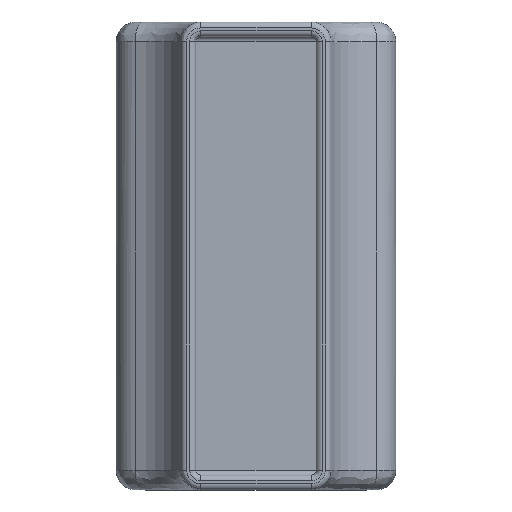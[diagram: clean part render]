
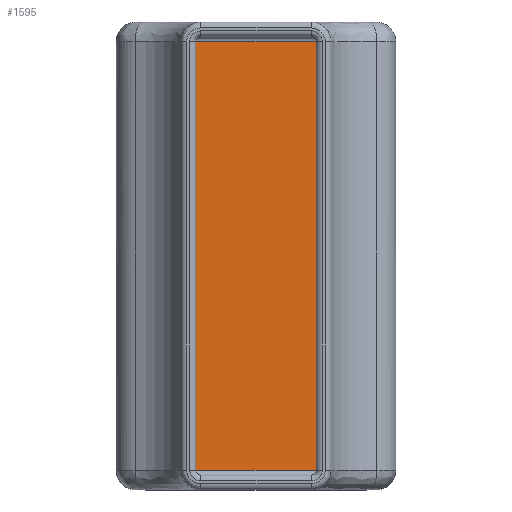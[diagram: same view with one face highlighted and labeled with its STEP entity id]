
A CAD part, top view. The second image highlights one B-rep face of the part: STEP entity #1595.
In plain terms, the highlighted free-form (B-spline) face has degree [1, 1] with [2, 2] control points.
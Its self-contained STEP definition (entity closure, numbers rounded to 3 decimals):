
#1082 = VERTEX_POINT('',#1083);
#1083 = CARTESIAN_POINT('',(15.919,64.672,
    2.132));
#1294 = VERTEX_POINT('',#1295);
#1295 = CARTESIAN_POINT('',(15.919,2.843,
    2.132));
#1301 = EDGE_CURVE('',#1082,#1294,#1302,.T.);
#1302 = B_SPLINE_CURVE_WITH_KNOTS('',1,(#1303,#1304),.UNSPECIFIED.,.F.,
  .F.,(2,2),(-45.5,-2.),.PIECEWISE_BEZIER_KNOTS.);
#1303 = CARTESIAN_POINT('',(15.919,64.672,
    2.132));
#1304 = CARTESIAN_POINT('',(15.919,2.843,
    2.132));
#1403 = VERTEX_POINT('',#1404);
#1404 = CARTESIAN_POINT('',(-15.919,64.672,
    2.132));
#1418 = EDGE_CURVE('',#1082,#1403,#1419,.T.);
#1419 = B_SPLINE_CURVE_WITH_KNOTS('',1,(#1420,#1421),.UNSPECIFIED.,.F.,
  .F.,(2,2),(-14.75,7.65),.PIECEWISE_BEZIER_KNOTS.);
#1420 = CARTESIAN_POINT('',(15.919,64.672,
    2.132));
#1421 = CARTESIAN_POINT('',(-15.919,64.672,
    2.132));
#1574 = EDGE_CURVE('',#1403,#1575,#1577,.T.);
#1575 = VERTEX_POINT('',#1576);
#1576 = CARTESIAN_POINT('',(-15.919,2.843,
    2.132));
#1577 = B_SPLINE_CURVE_WITH_KNOTS('',1,(#1578,#1579),.UNSPECIFIED.,.F.,
  .F.,(2,2),(-45.5,-2.),.PIECEWISE_BEZIER_KNOTS.);
#1578 = CARTESIAN_POINT('',(-15.919,64.672,
    2.132));
#1579 = CARTESIAN_POINT('',(-15.919,2.843,
    2.132));
#1595 = ADVANCED_FACE('',(#1596),#1606,.F.);
#1596 = FACE_BOUND('',#1597,.T.);
#1597 = EDGE_LOOP('',(#1598,#1599,#1600,#1605));
#1598 = ORIENTED_EDGE('',*,*,#1418,.T.);
#1599 = ORIENTED_EDGE('',*,*,#1574,.T.);
#1600 = ORIENTED_EDGE('',*,*,#1601,.T.);
#1601 = EDGE_CURVE('',#1575,#1294,#1602,.T.);
#1602 = B_SPLINE_CURVE_WITH_KNOTS('',1,(#1603,#1604),.UNSPECIFIED.,.F.,
  .F.,(2,2),(-7.65,14.75),.PIECEWISE_BEZIER_KNOTS.);
#1603 = CARTESIAN_POINT('',(-15.919,2.843,
    2.132));
#1604 = CARTESIAN_POINT('',(15.919,2.843,
    2.132));
#1605 = ORIENTED_EDGE('',*,*,#1301,.F.);
#1606 = B_SPLINE_SURFACE_WITH_KNOTS('',1,1,(
    (#1607,#1608)
    ,(#1609,#1610
    )),.UNSPECIFIED.,.F.,.F.,.F.,(2,2),(2,2),(-11.2,11.2),(2.,45.5),
  .PIECEWISE_BEZIER_KNOTS.);
#1607 = CARTESIAN_POINT('',(15.919,2.843,
    2.132));
#1608 = CARTESIAN_POINT('',(15.919,64.672,
    2.132));
#1609 = CARTESIAN_POINT('',(-15.919,2.843,
    2.132));
#1610 = CARTESIAN_POINT('',(-15.919,64.672,
    2.132));
